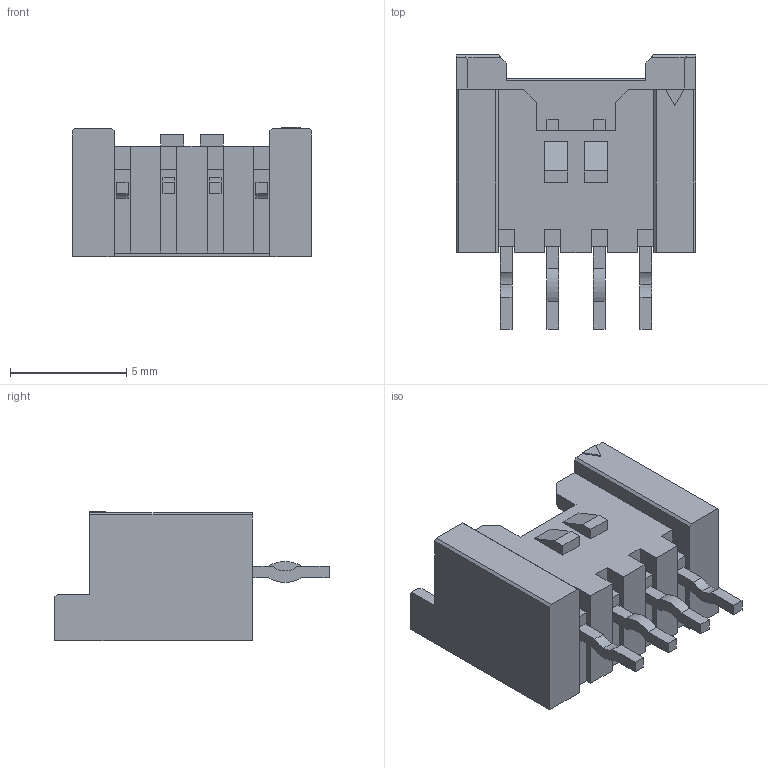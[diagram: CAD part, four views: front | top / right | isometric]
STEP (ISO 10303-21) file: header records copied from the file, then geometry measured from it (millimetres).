
FILE_DESCRIPTION (( 'STEP AP214' ), '1' );
FILE_NAME ('353620450.STEP', '2012-04-04T15:30:23', ( 'JFDuval' ), ( '' ), 'SwSTEP 2.0', 'SolidWorks 2010', '' );
FILE_SCHEMA (( 'AUTOMOTIVE_DESIGN' ));
Length unit declared in the file: millimetre
Products named in the file (1): 353620450
Bounding box: 10.3 x 11.8 x 5.55 mm (x, y, z)
Volume: 196.5 mm3; surface area: 589.7 mm2
Topology: 1 solids, 1 shells, 184 faces, 490 edges, 318 vertices
Faces by surface type: plane 172, cylinder 12
Entity records: 5624 total; most frequent: CARTESIAN_POINT 993, ORIENTED_EDGE 980, DIRECTION 884, EDGE_CURVE 490, VECTOR 466, LINE 466, VERTEX_POINT 318, AXIS2_PLACEMENT_3D 209
